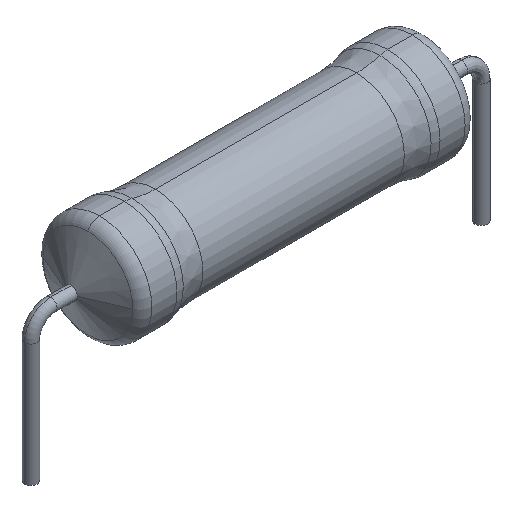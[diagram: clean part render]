
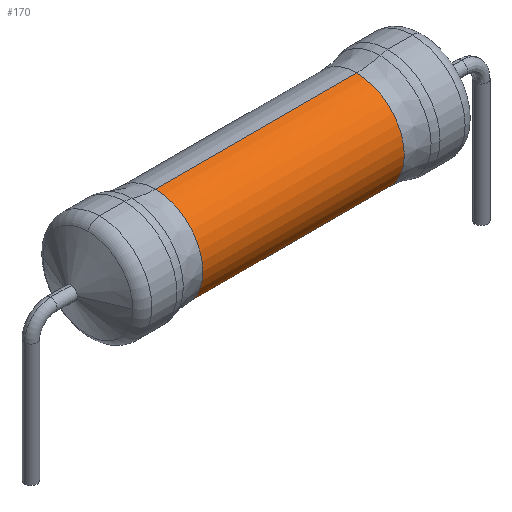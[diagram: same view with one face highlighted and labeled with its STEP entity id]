
A CAD part, isometric view. The second image highlights one B-rep face of the part: STEP entity #170.
In plain terms, the highlighted cylindrical face has radius 1.9 mm (diameter 3.8 mm), a partial arc.
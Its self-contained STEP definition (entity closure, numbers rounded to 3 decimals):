
#100=CARTESIAN_POINT('',(-4.026,0.0,0.195));
#101=VERTEX_POINT('',#100);
#111=CARTESIAN_POINT('',(-4.026,0.,3.995));
#112=VERTEX_POINT('',#111);
#113=CARTESIAN_POINT('',(-4.026,0.,2.095));
#114=DIRECTION('',(-1.0,0.0,0.0));
#115=DIRECTION('',(0.0,0.0,-1.0));
#116=AXIS2_PLACEMENT_3D('',#113,#114,#115);
#117=CIRCLE('',#116,1.9);
#118=EDGE_CURVE('',#101,#112,#117,.T.);
#139=CARTESIAN_POINT('',(0.,0.0,2.095));
#140=DIRECTION('',(1.0,0.0,0.));
#141=DIRECTION('',(0.0,0.0,-1.0));
#142=AXIS2_PLACEMENT_3D('',#139,#140,#141);
#143=CYLINDRICAL_SURFACE('',#142,1.9);
#144=CARTESIAN_POINT('',(4.026,0.,0.195));
#145=VERTEX_POINT('',#144);
#146=CARTESIAN_POINT('',(4.026,0.0,0.195));
#147=DIRECTION('',(-1.0,0.0,0.0));
#148=VECTOR('',#147,8.052);
#149=LINE('',#146,#148);
#150=EDGE_CURVE('',#145,#101,#149,.T.);
#151=ORIENTED_EDGE('',*,*,#150,.F.);
#152=CARTESIAN_POINT('',(4.026,0.,3.995));
#153=VERTEX_POINT('',#152);
#154=CARTESIAN_POINT('',(4.026,0.,2.095));
#155=DIRECTION('',(1.0,0.0,0.0));
#156=DIRECTION('',(0.0,0.0,-1.0));
#157=AXIS2_PLACEMENT_3D('',#154,#155,#156);
#158=CIRCLE('',#157,1.9);
#159=EDGE_CURVE('',#153,#145,#158,.T.);
#160=ORIENTED_EDGE('',*,*,#159,.F.);
#161=CARTESIAN_POINT('',(4.026,0.,3.995));
#162=DIRECTION('',(-1.0,0.0,0.0));
#163=VECTOR('',#162,8.052);
#164=LINE('',#161,#163);
#165=EDGE_CURVE('',#153,#112,#164,.T.);
#166=ORIENTED_EDGE('',*,*,#165,.T.);
#167=ORIENTED_EDGE('',*,*,#118,.F.);
#168=EDGE_LOOP('',(#151,#160,#166,#167));
#169=FACE_OUTER_BOUND('',#168,.T.);
#170=ADVANCED_FACE('',(#169),#143,.T.);
